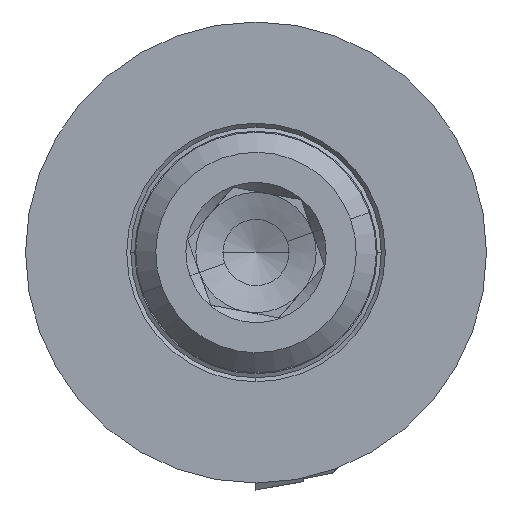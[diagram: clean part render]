
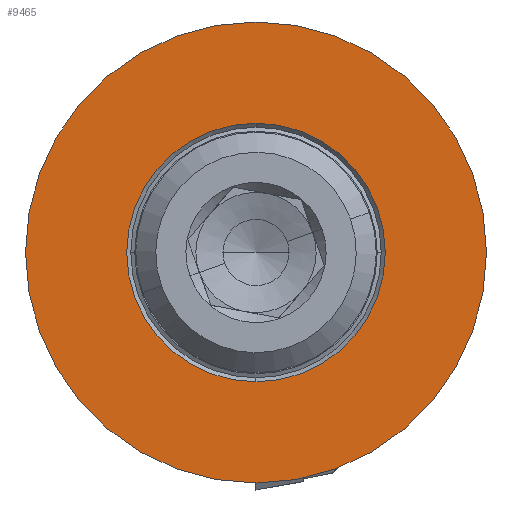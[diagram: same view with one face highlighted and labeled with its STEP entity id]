
A CAD part, left-side view. The second image highlights one B-rep face of the part: STEP entity #9465.
In plain terms, the highlighted planar face has unit normal (-1, 0, 0).
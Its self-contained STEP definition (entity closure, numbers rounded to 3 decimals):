
#814 = EDGE_CURVE ( 'NONE', #26659, #13866, #17861, .T. ) ;
#2191 = CARTESIAN_POINT ( 'NONE',  ( 0., 0., 0. ) ) ;
#3669 = AXIS2_PLACEMENT_3D ( 'NONE', #14346, #31664, #16866 ) ;
#4465 = EDGE_LOOP ( 'NONE', ( #6010, #6372 ) ) ;
#4709 = DIRECTION ( 'NONE',  ( 0., 0., 1. ) ) ;
#4854 = AXIS2_PLACEMENT_3D ( 'NONE', #24808, #24593, #24557 ) ;
#6010 = ORIENTED_EDGE ( 'NONE', *, *, #28165, .F. ) ;
#6372 = ORIENTED_EDGE ( 'NONE', *, *, #10040, .F. ) ;
#6816 = CIRCLE ( 'NONE', #23451, 11.5 ) ;
#7335 = CIRCLE ( 'NONE', #11864, 6.45 ) ;
#8457 = VERTEX_POINT ( 'NONE', #19560 ) ;
#8690 = CARTESIAN_POINT ( 'NONE',  ( 0., 0., 11.5 ) ) ;
#9465 = ADVANCED_FACE ( 'NONE', ( #23921, #23138 ), #24851, .F. ) ;
#10040 = EDGE_CURVE ( 'NONE', #17395, #8457, #7335, .T. ) ;
#11203 = CARTESIAN_POINT ( 'NONE',  ( 0., 0., -11.5 ) ) ;
#11833 = EDGE_LOOP ( 'NONE', ( #22156, #22437 ) ) ;
#11864 = AXIS2_PLACEMENT_3D ( 'NONE', #12859, #12853, #12822 ) ;
#12383 = AXIS2_PLACEMENT_3D ( 'NONE', #28197, #30689, #30874 ) ;
#12822 = DIRECTION ( 'NONE',  ( 0., 0., 1. ) ) ;
#12853 = DIRECTION ( 'NONE',  ( -1., 0., 0. ) ) ;
#12859 = CARTESIAN_POINT ( 'NONE',  ( 0., 0., 0. ) ) ;
#13866 = VERTEX_POINT ( 'NONE', #8690 ) ;
#14346 = CARTESIAN_POINT ( 'NONE',  ( 0., 0., 0. ) ) ;
#16005 = EDGE_CURVE ( 'NONE', #13866, #26659, #6816, .T. ) ;
#16866 = DIRECTION ( 'NONE',  ( 0., 0., 1. ) ) ;
#17395 = VERTEX_POINT ( 'NONE', #20309 ) ;
#17861 = CIRCLE ( 'NONE', #12383, 11.5 ) ;
#19420 = DIRECTION ( 'NONE',  ( -1., 0., 0. ) ) ;
#19560 = CARTESIAN_POINT ( 'NONE',  ( 0., 0., 6.45 ) ) ;
#20309 = CARTESIAN_POINT ( 'NONE',  ( 0., 0., -6.45 ) ) ;
#22156 = ORIENTED_EDGE ( 'NONE', *, *, #16005, .T. ) ;
#22437 = ORIENTED_EDGE ( 'NONE', *, *, #814, .T. ) ;
#23138 = FACE_OUTER_BOUND ( 'NONE', #11833, .T. ) ;
#23451 = AXIS2_PLACEMENT_3D ( 'NONE', #2191, #19420, #4709 ) ;
#23921 = FACE_BOUND ( 'NONE', #4465, .T. ) ;
#24557 = DIRECTION ( 'NONE',  ( 0., 0., -1. ) ) ;
#24593 = DIRECTION ( 'NONE',  ( 1., 0., 0. ) ) ;
#24808 = CARTESIAN_POINT ( 'NONE',  ( 0., 11.5, 0. ) ) ;
#24851 = PLANE ( 'NONE',  #4854 ) ;
#26659 = VERTEX_POINT ( 'NONE', #11203 ) ;
#28165 = EDGE_CURVE ( 'NONE', #8457, #17395, #31373, .T. ) ;
#28197 = CARTESIAN_POINT ( 'NONE',  ( 0., 0., 0. ) ) ;
#30689 = DIRECTION ( 'NONE',  ( -1., 0., 0. ) ) ;
#30874 = DIRECTION ( 'NONE',  ( 0., 0., 1. ) ) ;
#31373 = CIRCLE ( 'NONE', #3669, 6.45 ) ;
#31664 = DIRECTION ( 'NONE',  ( -1., 0., 0. ) ) ;
